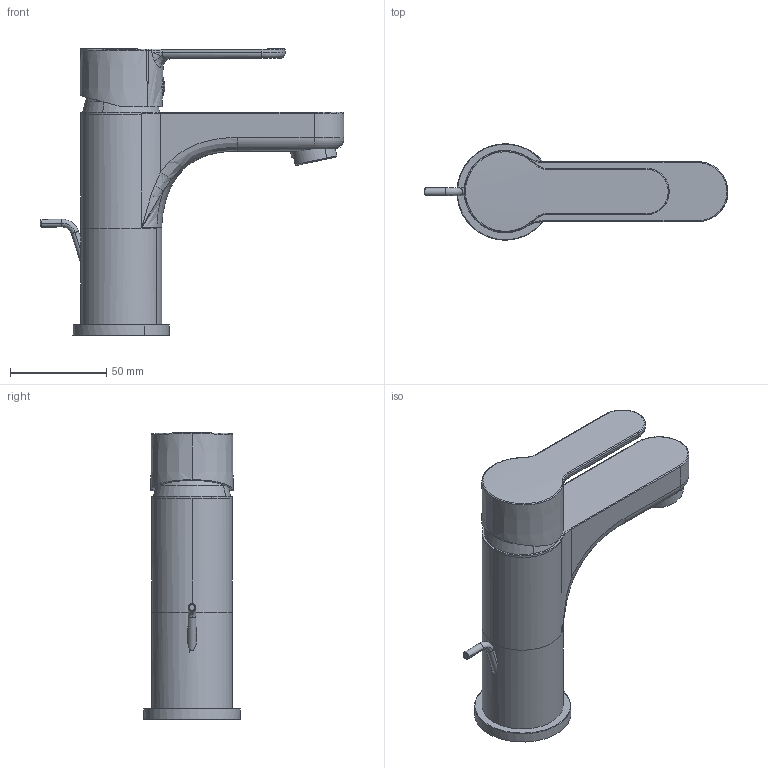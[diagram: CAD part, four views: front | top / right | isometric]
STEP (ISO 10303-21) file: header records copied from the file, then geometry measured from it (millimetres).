
FILE_DESCRIPTION(('CATIA V5 STEP Exchange','CAx-IF Rec.Pracs.--- Model Styling and Organization---1.5--- 2016-08-15','CAx-IF Rec.Pracs.---Supplemental Geometry---1.0---2011-11-01','CAx-IF Rec.Pracs.--- Composite Materials ---3.4---2017-06-13','CAx-IF Rec.Pracs.---Tessellated 3D Geometry---1.0---2015-12-17'),'2;1');
FILE_NAME('C2 00049.stp','2022-04-04T09:04:14+00:00',('none'),('none'),'CATIA Version 5-6 Release 2020 SP2','CATIA V5 STEP AP242 v2','none');
FILE_SCHEMA(('AP242_MANAGED_MODEL_BASED_3D_ENGINEERING_MIM_LF {1 0 10303 442 1 1 4}'));
Length unit declared in the file: millimetre
Products named in the file (1): Product1_AllCATPart
Bounding box: 157.58 x 49.99 x 148.5 mm (x, y, z)
Volume: 106154.6 mm3; surface area: 77154.9 mm2
Topology: 9 solids, 9 shells, 636 faces, 1670 edges, 1028 vertices
Faces by surface type: cylinder 192, plane 127, bspline 113, torus 99, cone 73, sphere 24, revolution 8
Entity records: 27353 total; most frequent: CARTESIAN_POINT 13744, ORIENTED_EDGE 3264, DIRECTION 1848, EDGE_CURVE 1632, AXIS2_PLACEMENT_3D 1048, VERTEX_POINT 1024, EDGE_LOOP 680, CIRCLE 679
